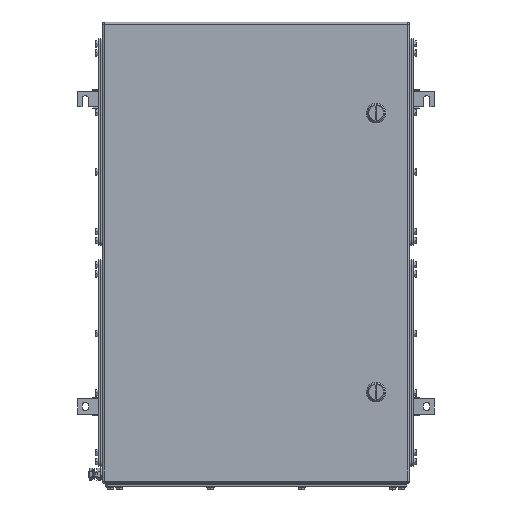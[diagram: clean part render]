
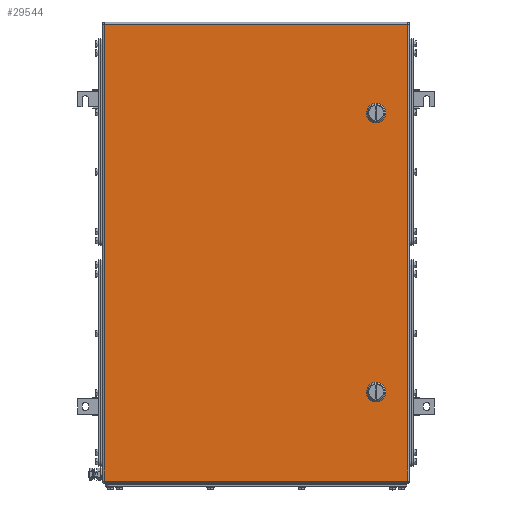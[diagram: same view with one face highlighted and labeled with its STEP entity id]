
A CAD part, top view. The second image highlights one B-rep face of the part: STEP entity #29544.
In plain terms, the highlighted planar face has unit normal (0, 0, 1).
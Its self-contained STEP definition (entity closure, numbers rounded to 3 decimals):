
#29358=AXIS2_PLACEMENT_3D('Circle Axis2P3D',#29356,#29357,$) ;
#29385=AXIS2_PLACEMENT_3D('Plane Axis2P3D',#29382,#29383,#29384) ;
#29430=AXIS2_PLACEMENT_3D('Circle Axis2P3D',#29428,#29429,$) ;
#29444=AXIS2_PLACEMENT_3D('Circle Axis2P3D',#29442,#29443,$) ;
#29458=AXIS2_PLACEMENT_3D('Circle Axis2P3D',#29456,#29457,$) ;
#29480=AXIS2_PLACEMENT_3D('Circle Axis2P3D',#29478,#29479,$) ;
#29496=AXIS2_PLACEMENT_3D('Circle Axis2P3D',#29494,#29495,$) ;
#29510=AXIS2_PLACEMENT_3D('Circle Axis2P3D',#29508,#29509,$) ;
#29524=AXIS2_PLACEMENT_3D('Circle Axis2P3D',#29522,#29523,$) ;
#29353=CARTESIAN_POINT('Vertex',(498.056,612.45,203.5)) ;
#29356=CARTESIAN_POINT('Axis2P3D Location',(493.,622.5,203.5)) ;
#29360=CARTESIAN_POINT('Vertex',(503.05,617.444,203.5)) ;
#29382=CARTESIAN_POINT('Axis2P3D Location',(294.5,392.,203.5)) ;
#29387=CARTESIAN_POINT('Line Origine',(294.5,769.5,203.5)) ;
#29391=CARTESIAN_POINT('Vertex',(545.,769.5,203.5)) ;
#29393=CARTESIAN_POINT('Vertex',(44.,769.5,203.5)) ;
#29396=CARTESIAN_POINT('Line Origine',(44.,392.,203.5)) ;
#29400=CARTESIAN_POINT('Vertex',(44.,14.5,203.5)) ;
#29403=CARTESIAN_POINT('Line Origine',(294.5,14.5,203.5)) ;
#29407=CARTESIAN_POINT('Vertex',(545.,14.5,203.5)) ;
#29410=CARTESIAN_POINT('Line Origine',(545.,392.,203.5)) ;
#29421=CARTESIAN_POINT('Line Origine',(493.,612.45,203.5)) ;
#29425=CARTESIAN_POINT('Vertex',(487.944,612.45,203.5)) ;
#29428=CARTESIAN_POINT('Axis2P3D Location',(493.,622.5,203.5)) ;
#29432=CARTESIAN_POINT('Vertex',(482.95,617.444,203.5)) ;
#29435=CARTESIAN_POINT('Line Origine',(482.95,622.5,203.5)) ;
#29439=CARTESIAN_POINT('Vertex',(482.95,627.556,203.5)) ;
#29442=CARTESIAN_POINT('Axis2P3D Location',(493.,622.5,203.5)) ;
#29446=CARTESIAN_POINT('Vertex',(487.944,632.55,203.5)) ;
#29449=CARTESIAN_POINT('Line Origine',(493.,632.55,203.5)) ;
#29453=CARTESIAN_POINT('Vertex',(498.056,632.55,203.5)) ;
#29456=CARTESIAN_POINT('Axis2P3D Location',(493.,622.5,203.5)) ;
#29460=CARTESIAN_POINT('Vertex',(503.05,627.556,203.5)) ;
#29463=CARTESIAN_POINT('Line Origine',(503.05,622.5,203.5)) ;
#29478=CARTESIAN_POINT('Axis2P3D Location',(493.,161.5,203.5)) ;
#29482=CARTESIAN_POINT('Vertex',(498.056,151.45,203.5)) ;
#29484=CARTESIAN_POINT('Vertex',(503.05,156.444,203.5)) ;
#29487=CARTESIAN_POINT('Line Origine',(493.,151.45,203.5)) ;
#29491=CARTESIAN_POINT('Vertex',(487.944,151.45,203.5)) ;
#29494=CARTESIAN_POINT('Axis2P3D Location',(493.,161.5,203.5)) ;
#29498=CARTESIAN_POINT('Vertex',(482.95,156.444,203.5)) ;
#29501=CARTESIAN_POINT('Line Origine',(482.95,161.5,203.5)) ;
#29505=CARTESIAN_POINT('Vertex',(482.95,166.556,203.5)) ;
#29508=CARTESIAN_POINT('Axis2P3D Location',(493.,161.5,203.5)) ;
#29512=CARTESIAN_POINT('Vertex',(487.944,171.55,203.5)) ;
#29515=CARTESIAN_POINT('Line Origine',(493.,171.55,203.5)) ;
#29519=CARTESIAN_POINT('Vertex',(498.056,171.55,203.5)) ;
#29522=CARTESIAN_POINT('Axis2P3D Location',(493.,161.5,203.5)) ;
#29526=CARTESIAN_POINT('Vertex',(503.05,166.556,203.5)) ;
#29529=CARTESIAN_POINT('Line Origine',(503.05,161.5,203.5)) ;
#29357=DIRECTION('Axis2P3D Direction',(0.,0.,1.)) ;
#29383=DIRECTION('Axis2P3D Direction',(0.,0.,1.)) ;
#29384=DIRECTION('Axis2P3D XDirection',(1.,0.,0.)) ;
#29388=DIRECTION('Vector Direction',(1.,0.,0.)) ;
#29397=DIRECTION('Vector Direction',(0.,-1.,0.)) ;
#29404=DIRECTION('Vector Direction',(1.,0.,0.)) ;
#29411=DIRECTION('Vector Direction',(0.,1.,0.)) ;
#29422=DIRECTION('Vector Direction',(1.,0.,0.)) ;
#29429=DIRECTION('Axis2P3D Direction',(0.,0.,1.)) ;
#29436=DIRECTION('Vector Direction',(0.,1.,0.)) ;
#29443=DIRECTION('Axis2P3D Direction',(0.,0.,1.)) ;
#29450=DIRECTION('Vector Direction',(1.,0.,0.)) ;
#29457=DIRECTION('Axis2P3D Direction',(0.,0.,1.)) ;
#29464=DIRECTION('Vector Direction',(0.,-1.,0.)) ;
#29479=DIRECTION('Axis2P3D Direction',(0.,0.,1.)) ;
#29488=DIRECTION('Vector Direction',(1.,0.,0.)) ;
#29495=DIRECTION('Axis2P3D Direction',(0.,0.,1.)) ;
#29502=DIRECTION('Vector Direction',(0.,1.,0.)) ;
#29509=DIRECTION('Axis2P3D Direction',(0.,0.,1.)) ;
#29516=DIRECTION('Vector Direction',(1.,0.,0.)) ;
#29523=DIRECTION('Axis2P3D Direction',(0.,0.,1.)) ;
#29530=DIRECTION('Vector Direction',(0.,-1.,0.)) ;
#29389=VECTOR('Line Direction',#29388,1.) ;
#29398=VECTOR('Line Direction',#29397,1.) ;
#29405=VECTOR('Line Direction',#29404,1.) ;
#29412=VECTOR('Line Direction',#29411,1.) ;
#29423=VECTOR('Line Direction',#29422,1.) ;
#29437=VECTOR('Line Direction',#29436,1.) ;
#29451=VECTOR('Line Direction',#29450,1.) ;
#29465=VECTOR('Line Direction',#29464,1.) ;
#29489=VECTOR('Line Direction',#29488,1.) ;
#29503=VECTOR('Line Direction',#29502,1.) ;
#29517=VECTOR('Line Direction',#29516,1.) ;
#29531=VECTOR('Line Direction',#29530,1.) ;
#29416=ORIENTED_EDGE('',*,*,#29395,.T.) ;
#29417=ORIENTED_EDGE('',*,*,#29402,.T.) ;
#29418=ORIENTED_EDGE('',*,*,#29409,.T.) ;
#29419=ORIENTED_EDGE('',*,*,#29414,.T.) ;
#29469=ORIENTED_EDGE('',*,*,#29427,.F.) ;
#29470=ORIENTED_EDGE('',*,*,#29434,.F.) ;
#29471=ORIENTED_EDGE('',*,*,#29441,.T.) ;
#29472=ORIENTED_EDGE('',*,*,#29448,.F.) ;
#29473=ORIENTED_EDGE('',*,*,#29455,.T.) ;
#29474=ORIENTED_EDGE('',*,*,#29462,.F.) ;
#29475=ORIENTED_EDGE('',*,*,#29467,.T.) ;
#29476=ORIENTED_EDGE('',*,*,#29362,.F.) ;
#29535=ORIENTED_EDGE('',*,*,#29486,.F.) ;
#29536=ORIENTED_EDGE('',*,*,#29493,.F.) ;
#29537=ORIENTED_EDGE('',*,*,#29500,.F.) ;
#29538=ORIENTED_EDGE('',*,*,#29507,.T.) ;
#29539=ORIENTED_EDGE('',*,*,#29514,.F.) ;
#29540=ORIENTED_EDGE('',*,*,#29521,.T.) ;
#29541=ORIENTED_EDGE('',*,*,#29528,.F.) ;
#29542=ORIENTED_EDGE('',*,*,#29533,.T.) ;
#29477=FACE_BOUND('',#29468,.T.) ;
#29543=FACE_BOUND('',#29534,.T.) ;
#29544=ADVANCED_FACE('ZUB_KTB_QL_765020_3GP_AllCATPart_AllCATPart.2\\ZUB_KTB_QL_765020_3GP_AllCATPart.2\\ZUB_DE_KTB_QL.1\\DE_KTB_MH_PART_MASTER.1\\Koerper.2',(#29420,#29477,#29543),#29386,.T.) ;
#29359=CIRCLE('generated circle',#29358,11.25) ;
#29431=CIRCLE('generated circle',#29430,11.25) ;
#29445=CIRCLE('generated circle',#29444,11.25) ;
#29459=CIRCLE('generated circle',#29458,11.25) ;
#29481=CIRCLE('generated circle',#29480,11.25) ;
#29497=CIRCLE('generated circle',#29496,11.25) ;
#29511=CIRCLE('generated circle',#29510,11.25) ;
#29525=CIRCLE('generated circle',#29524,11.25) ;
#29362=EDGE_CURVE('',#29354,#29361,#29359,.T.) ;
#29395=EDGE_CURVE('',#29392,#29394,#29390,.F.) ;
#29402=EDGE_CURVE('',#29394,#29401,#29399,.T.) ;
#29409=EDGE_CURVE('',#29401,#29408,#29406,.T.) ;
#29414=EDGE_CURVE('',#29408,#29392,#29413,.T.) ;
#29427=EDGE_CURVE('',#29426,#29354,#29424,.T.) ;
#29434=EDGE_CURVE('',#29433,#29426,#29431,.T.) ;
#29441=EDGE_CURVE('',#29433,#29440,#29438,.T.) ;
#29448=EDGE_CURVE('',#29447,#29440,#29445,.T.) ;
#29455=EDGE_CURVE('',#29447,#29454,#29452,.T.) ;
#29462=EDGE_CURVE('',#29461,#29454,#29459,.T.) ;
#29467=EDGE_CURVE('',#29461,#29361,#29466,.T.) ;
#29486=EDGE_CURVE('',#29483,#29485,#29481,.T.) ;
#29493=EDGE_CURVE('',#29492,#29483,#29490,.T.) ;
#29500=EDGE_CURVE('',#29499,#29492,#29497,.T.) ;
#29507=EDGE_CURVE('',#29499,#29506,#29504,.T.) ;
#29514=EDGE_CURVE('',#29513,#29506,#29511,.T.) ;
#29521=EDGE_CURVE('',#29513,#29520,#29518,.T.) ;
#29528=EDGE_CURVE('',#29527,#29520,#29525,.T.) ;
#29533=EDGE_CURVE('',#29527,#29485,#29532,.T.) ;
#29415=EDGE_LOOP('',(#29416,#29417,#29418,#29419)) ;
#29468=EDGE_LOOP('',(#29469,#29470,#29471,#29472,#29473,#29474,#29475,#29476)) ;
#29534=EDGE_LOOP('',(#29535,#29536,#29537,#29538,#29539,#29540,#29541,#29542)) ;
#29420=FACE_OUTER_BOUND('',#29415,.T.) ;
#29390=LINE('Line',#29387,#29389) ;
#29399=LINE('Line',#29396,#29398) ;
#29406=LINE('Line',#29403,#29405) ;
#29413=LINE('Line',#29410,#29412) ;
#29424=LINE('Line',#29421,#29423) ;
#29438=LINE('Line',#29435,#29437) ;
#29452=LINE('Line',#29449,#29451) ;
#29466=LINE('Line',#29463,#29465) ;
#29490=LINE('Line',#29487,#29489) ;
#29504=LINE('Line',#29501,#29503) ;
#29518=LINE('Line',#29515,#29517) ;
#29532=LINE('Line',#29529,#29531) ;
#29386=PLANE('',#29385) ;
#29354=VERTEX_POINT('',#29353) ;
#29361=VERTEX_POINT('',#29360) ;
#29392=VERTEX_POINT('',#29391) ;
#29394=VERTEX_POINT('',#29393) ;
#29401=VERTEX_POINT('',#29400) ;
#29408=VERTEX_POINT('',#29407) ;
#29426=VERTEX_POINT('',#29425) ;
#29433=VERTEX_POINT('',#29432) ;
#29440=VERTEX_POINT('',#29439) ;
#29447=VERTEX_POINT('',#29446) ;
#29454=VERTEX_POINT('',#29453) ;
#29461=VERTEX_POINT('',#29460) ;
#29483=VERTEX_POINT('',#29482) ;
#29485=VERTEX_POINT('',#29484) ;
#29492=VERTEX_POINT('',#29491) ;
#29499=VERTEX_POINT('',#29498) ;
#29506=VERTEX_POINT('',#29505) ;
#29513=VERTEX_POINT('',#29512) ;
#29520=VERTEX_POINT('',#29519) ;
#29527=VERTEX_POINT('',#29526) ;
